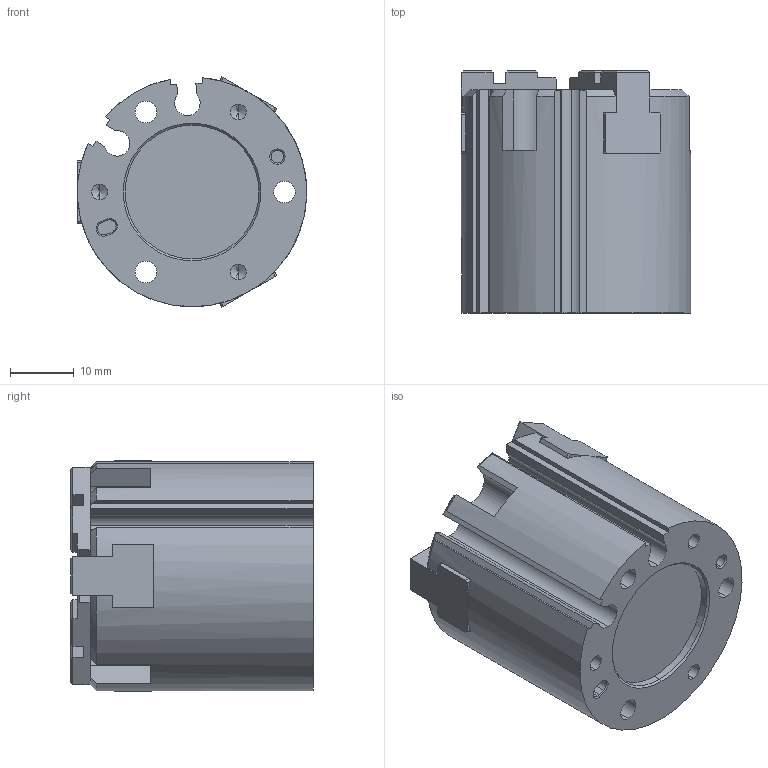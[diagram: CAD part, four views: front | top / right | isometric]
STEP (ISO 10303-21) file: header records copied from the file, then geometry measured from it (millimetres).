
FILE_DESCRIPTION (( 'STEP AP203' ), '1' );
FILE_NAME ('GPS 3-36.STEP', '2010-11-04T16:18:51', ( 'Utente' ), ( '' ), 'SwSTEP 2.0', 'SolidWorks 2004231', '' );
FILE_SCHEMA (( 'CONFIG_CONTROL_DESIGN' ));
Length unit declared in the file: millimetre
Products named in the file (4): GPS 3-36; Coperchio; Corpo; Griffa
Assembly tree (5 placements, depth 2):
  GPS 3-36
    Corpo
    Griffa  x3
    Coperchio
Bounding box: 35.98 x 38 x 36.18 mm (x, y, z)
Volume: 31931.4 mm3; surface area: 12818.2 mm2
Topology: 5 solids, 5 shells, 255 faces, 668 edges, 417 vertices
Faces by surface type: plane 158, cylinder 63, cone 34
Entity records: 5866 total; most frequent: CARTESIAN_POINT 1080, ORIENTED_EDGE 908, DIRECTION 898, EDGE_CURVE 454, AXIS2_PLACEMENT_3D 303, VERTEX_POINT 293, VECTOR 292, LINE 292
